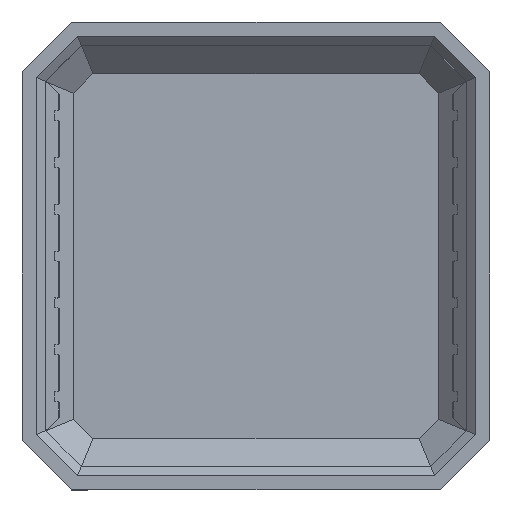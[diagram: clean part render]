
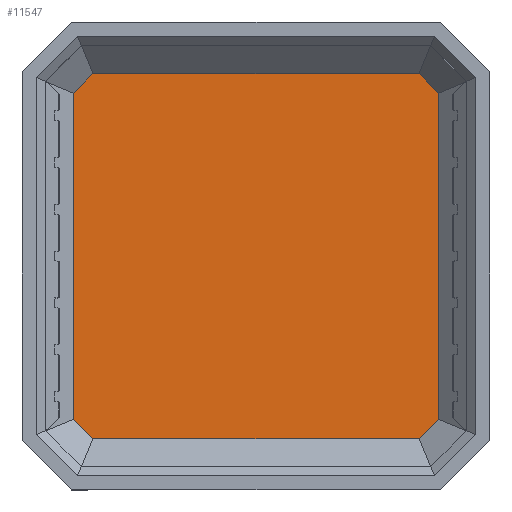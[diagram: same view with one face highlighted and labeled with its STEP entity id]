
A CAD part, top view. The second image highlights one B-rep face of the part: STEP entity #11547.
In plain terms, the highlighted planar face has unit normal (0, 0, 1).
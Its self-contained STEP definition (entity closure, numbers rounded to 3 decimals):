
#757=PLANE('',#12562);
#1350=FACE_OUTER_BOUND('',#1944,.T.);
#1944=EDGE_LOOP('',(#10735,#10736,#10737,#10738,#10739,#10740,#10741,#10742));
#3100=LINE('',#21108,#4200);
#3104=LINE('',#21114,#4204);
#3106=LINE('',#21118,#4206);
#3108=LINE('',#21122,#4208);
#3112=LINE('',#21129,#4212);
#3114=LINE('',#21133,#4214);
#3116=LINE('',#21137,#4216);
#3118=LINE('',#21140,#4218);
#4200=VECTOR('',#15612,10.);
#4204=VECTOR('',#15618,10.);
#4206=VECTOR('',#15622,10.);
#4208=VECTOR('',#15626,10.);
#4212=VECTOR('',#15632,10.);
#4214=VECTOR('',#15636,10.);
#4216=VECTOR('',#15640,10.);
#4218=VECTOR('',#15644,10.);
#5585=VERTEX_POINT('',#21106);
#5586=VERTEX_POINT('',#21107);
#5587=VERTEX_POINT('',#21113);
#5588=VERTEX_POINT('',#21117);
#5589=VERTEX_POINT('',#21121);
#5591=VERTEX_POINT('',#21128);
#5592=VERTEX_POINT('',#21132);
#5593=VERTEX_POINT('',#21136);
#7298=EDGE_CURVE('',#5585,#5586,#3100,.T.);
#7302=EDGE_CURVE('',#5586,#5587,#3104,.T.);
#7304=EDGE_CURVE('',#5587,#5588,#3106,.T.);
#7306=EDGE_CURVE('',#5588,#5589,#3108,.T.);
#7310=EDGE_CURVE('',#5589,#5591,#3112,.T.);
#7312=EDGE_CURVE('',#5591,#5592,#3114,.T.);
#7314=EDGE_CURVE('',#5592,#5593,#3116,.T.);
#7316=EDGE_CURVE('',#5593,#5585,#3118,.T.);
#10735=ORIENTED_EDGE('',*,*,#7298,.F.);
#10736=ORIENTED_EDGE('',*,*,#7316,.F.);
#10737=ORIENTED_EDGE('',*,*,#7314,.F.);
#10738=ORIENTED_EDGE('',*,*,#7312,.F.);
#10739=ORIENTED_EDGE('',*,*,#7310,.F.);
#10740=ORIENTED_EDGE('',*,*,#7306,.F.);
#10741=ORIENTED_EDGE('',*,*,#7304,.F.);
#10742=ORIENTED_EDGE('',*,*,#7302,.F.);
#11547=ADVANCED_FACE('',(#1350),#757,.F.);
#12562=AXIS2_PLACEMENT_3D('',#21141,#15645,#15646);
#15612=DIRECTION('',(-1.,0.,0.));
#15618=DIRECTION('',(-0.707,0.707,0.));
#15622=DIRECTION('',(0.,1.,0.));
#15626=DIRECTION('',(0.707,0.707,0.));
#15632=DIRECTION('',(1.,0.,0.));
#15636=DIRECTION('',(0.707,-0.707,0.));
#15640=DIRECTION('',(0.,-1.,0.));
#15644=DIRECTION('',(-0.707,-0.707,0.));
#15645=DIRECTION('center_axis',(0.,0.,-1.));
#15646=DIRECTION('ref_axis',(-1.,0.,0.));
#21106=CARTESIAN_POINT('',(84.23,11.,-43.));
#21107=CARTESIAN_POINT('',(14.556,11.,-43.));
#21108=CARTESIAN_POINT('',(68.055,11.,-43.));
#21113=CARTESIAN_POINT('',(10.393,15.163,-43.));
#21114=CARTESIAN_POINT('',(14.394,11.162,-43.));
#21117=CARTESIAN_POINT('',(10.393,84.837,-43.));
#21118=CARTESIAN_POINT('',(10.393,31.339,-43.));
#21121=CARTESIAN_POINT('',(14.556,89.,-43.));
#21122=CARTESIAN_POINT('',(10.555,84.999,-43.));
#21128=CARTESIAN_POINT('',(84.23,89.,-43.));
#21129=CARTESIAN_POINT('',(30.732,89.,-43.));
#21132=CARTESIAN_POINT('',(88.393,84.837,-43.));
#21133=CARTESIAN_POINT('',(84.393,88.838,-43.));
#21136=CARTESIAN_POINT('',(88.393,15.163,-43.));
#21137=CARTESIAN_POINT('',(88.393,68.661,-43.));
#21140=CARTESIAN_POINT('',(88.231,15.001,-43.));
#21141=CARTESIAN_POINT('Origin',(49.393,50.,-43.));
